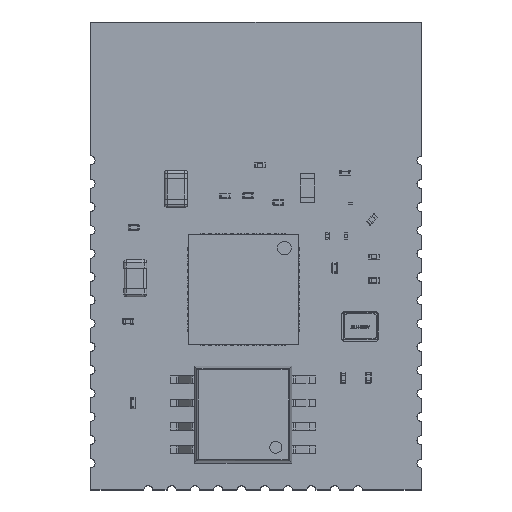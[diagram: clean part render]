
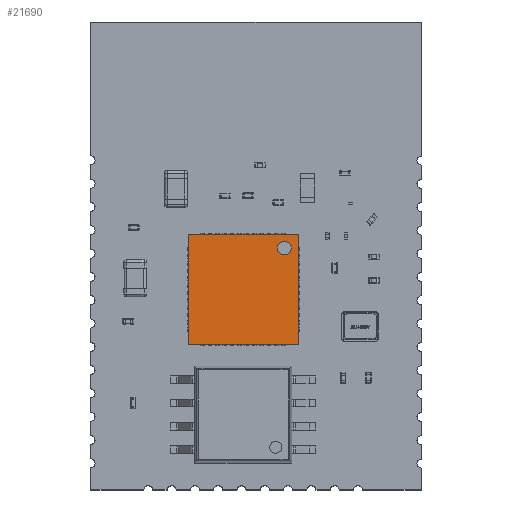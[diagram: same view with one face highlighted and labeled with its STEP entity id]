
A CAD part, top view. The second image highlights one B-rep face of the part: STEP entity #21690.
In plain terms, the highlighted planar face has unit normal (0, 0, 1).
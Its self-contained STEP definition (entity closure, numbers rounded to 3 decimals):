
#21626 = VERTEX_POINT('',#21627);
#21627 = CARTESIAN_POINT('',(-3.,-3.,0.9));
#21642 = VERTEX_POINT('',#21643);
#21643 = CARTESIAN_POINT('',(-3.,3.,0.9));
#21649 = EDGE_CURVE('',#21626,#21642,#21650,.T.);
#21650 = LINE('',#21651,#21652);
#21651 = CARTESIAN_POINT('',(-3.,-3.,0.9));
#21652 = VECTOR('',#21653,1.);
#21653 = DIRECTION('',(0.,1.,0.));
#21672 = EDGE_CURVE('',#21626,#21673,#21675,.T.);
#21673 = VERTEX_POINT('',#21674);
#21674 = CARTESIAN_POINT('',(3.,-3.,0.9));
#21675 = LINE('',#21676,#21677);
#21676 = CARTESIAN_POINT('',(-3.,-3.,0.9));
#21677 = VECTOR('',#21678,1.);
#21678 = DIRECTION('',(1.,0.,0.));
#21690 = ADVANCED_FACE('',(#21691,#21709),#21720,.T.);
#21691 = FACE_BOUND('',#21692,.T.);
#21692 = EDGE_LOOP('',(#21693,#21694,#21695,#21703));
#21693 = ORIENTED_EDGE('',*,*,#21649,.F.);
#21694 = ORIENTED_EDGE('',*,*,#21672,.T.);
#21695 = ORIENTED_EDGE('',*,*,#21696,.T.);
#21696 = EDGE_CURVE('',#21673,#21697,#21699,.T.);
#21697 = VERTEX_POINT('',#21698);
#21698 = CARTESIAN_POINT('',(3.,3.,0.9));
#21699 = LINE('',#21700,#21701);
#21700 = CARTESIAN_POINT('',(3.,-3.,0.9));
#21701 = VECTOR('',#21702,1.);
#21702 = DIRECTION('',(0.,1.,0.));
#21703 = ORIENTED_EDGE('',*,*,#21704,.F.);
#21704 = EDGE_CURVE('',#21642,#21697,#21705,.T.);
#21705 = LINE('',#21706,#21707);
#21706 = CARTESIAN_POINT('',(-3.,3.,0.9));
#21707 = VECTOR('',#21708,1.);
#21708 = DIRECTION('',(1.,0.,0.));
#21709 = FACE_BOUND('',#21710,.T.);
#21710 = EDGE_LOOP('',(#21711));
#21711 = ORIENTED_EDGE('',*,*,#21712,.F.);
#21712 = EDGE_CURVE('',#21713,#21713,#21715,.T.);
#21713 = VERTEX_POINT('',#21714);
#21714 = CARTESIAN_POINT('',(-1.875,2.25,0.9));
#21715 = CIRCLE('',#21716,0.375);
#21716 = AXIS2_PLACEMENT_3D('',#21717,#21718,#21719);
#21717 = CARTESIAN_POINT('',(-2.25,2.25,0.9));
#21718 = DIRECTION('',(0.,0.,1.));
#21719 = DIRECTION('',(1.,0.,0.));
#21720 = PLANE('',#21721);
#21721 = AXIS2_PLACEMENT_3D('',#21722,#21723,#21724);
#21722 = CARTESIAN_POINT('',(-3.,-3.,0.9));
#21723 = DIRECTION('',(0.,0.,1.));
#21724 = DIRECTION('',(1.,0.,0.));
